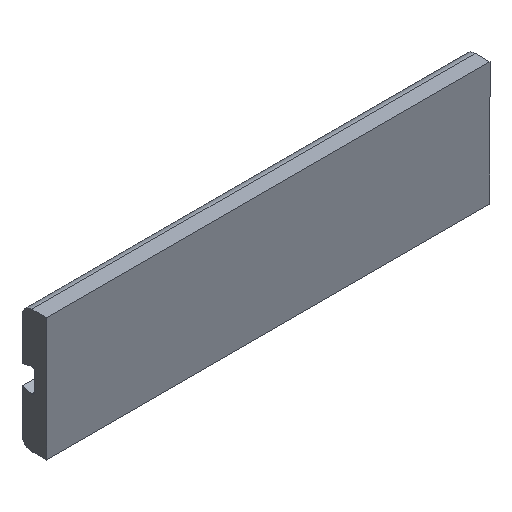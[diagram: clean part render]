
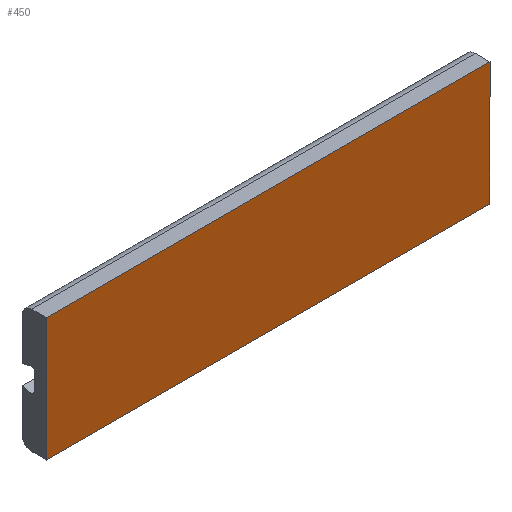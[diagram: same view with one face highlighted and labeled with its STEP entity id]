
A CAD part, isometric view. The second image highlights one B-rep face of the part: STEP entity #450.
In plain terms, the highlighted planar face has unit normal (0, -1, 0).
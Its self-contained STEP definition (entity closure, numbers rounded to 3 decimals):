
#2 = VECTOR ( 'NONE', #464, 1000. ) ;
#18 = VECTOR ( 'NONE', #77, 1000. ) ;
#19 = PLANE ( 'NONE',  #125 ) ;
#24 = DIRECTION ( 'NONE',  ( 0., 0., -1. ) ) ;
#43 = CARTESIAN_POINT ( 'NONE',  ( 90., 0., -25. ) ) ;
#48 = FACE_OUTER_BOUND ( 'NONE', #92, .T. ) ;
#62 = LINE ( 'NONE', #273, #18 ) ;
#69 = ORIENTED_EDGE ( 'NONE', *, *, #117, .F. ) ;
#77 = DIRECTION ( 'NONE',  ( 0., 0., -1. ) ) ;
#85 = VECTOR ( 'NONE', #487, 1000. ) ;
#87 = CARTESIAN_POINT ( 'NONE',  ( 0., 0., -25. ) ) ;
#92 = EDGE_LOOP ( 'NONE', ( #392, #69, #350, #451 ) ) ;
#109 = EDGE_CURVE ( 'NONE', #445, #307, #62, .T. ) ;
#117 = EDGE_CURVE ( 'NONE', #307, #225, #436, .T. ) ;
#125 = AXIS2_PLACEMENT_3D ( 'NONE', #492, #363, #24 ) ;
#151 = VERTEX_POINT ( 'NONE', #346 ) ;
#225 = VERTEX_POINT ( 'NONE', #87 ) ;
#245 = EDGE_CURVE ( 'NONE', #225, #151, #274, .T. ) ;
#253 = CARTESIAN_POINT ( 'NONE',  ( 90., 0., 0. ) ) ;
#273 = CARTESIAN_POINT ( 'NONE',  ( 90., 0., 0. ) ) ;
#274 = LINE ( 'NONE', #474, #409 ) ;
#286 = CARTESIAN_POINT ( 'NONE',  ( 0., 0., 0. ) ) ;
#288 = LINE ( 'NONE', #286, #85 ) ;
#307 = VERTEX_POINT ( 'NONE', #43 ) ;
#316 = DIRECTION ( 'NONE',  ( 0., 0., 1. ) ) ;
#346 = CARTESIAN_POINT ( 'NONE',  ( 0., 0., 0. ) ) ;
#350 = ORIENTED_EDGE ( 'NONE', *, *, #109, .F. ) ;
#363 = DIRECTION ( 'NONE',  ( 0., -1., 0. ) ) ;
#392 = ORIENTED_EDGE ( 'NONE', *, *, #245, .F. ) ;
#408 = EDGE_CURVE ( 'NONE', #151, #445, #288, .T. ) ;
#409 = VECTOR ( 'NONE', #316, 1000. ) ;
#436 = LINE ( 'NONE', #470, #2 ) ;
#445 = VERTEX_POINT ( 'NONE', #253 ) ;
#450 = ADVANCED_FACE ( 'NONE', ( #48 ), #19, .T. ) ;
#451 = ORIENTED_EDGE ( 'NONE', *, *, #408, .F. ) ;
#464 = DIRECTION ( 'NONE',  ( -1., 0., 0. ) ) ;
#470 = CARTESIAN_POINT ( 'NONE',  ( 0., 0., -25. ) ) ;
#474 = CARTESIAN_POINT ( 'NONE',  ( 0., 0., 0. ) ) ;
#487 = DIRECTION ( 'NONE',  ( 1., 0., 0. ) ) ;
#492 = CARTESIAN_POINT ( 'NONE',  ( 0., 0., 0. ) ) ;
